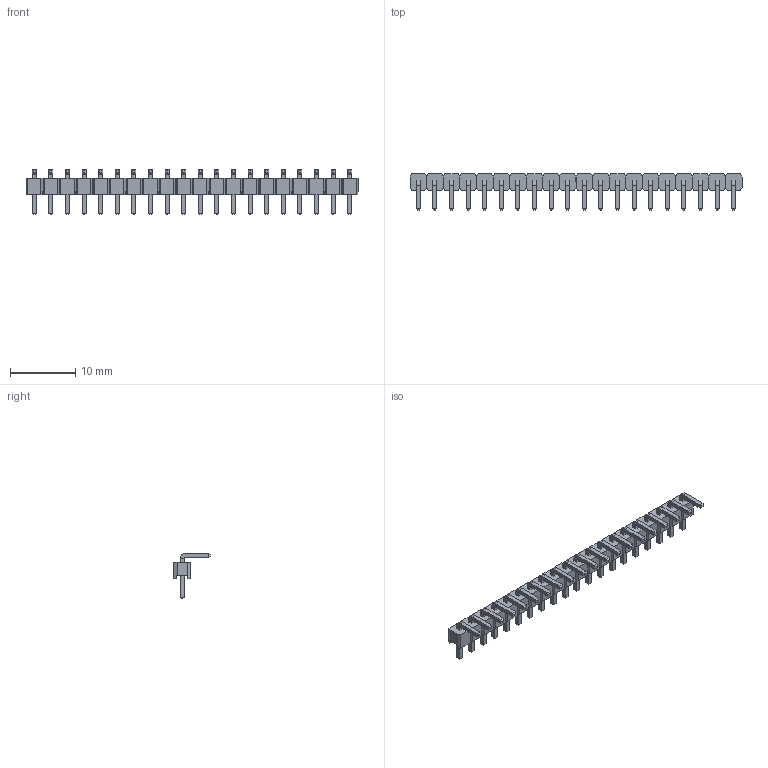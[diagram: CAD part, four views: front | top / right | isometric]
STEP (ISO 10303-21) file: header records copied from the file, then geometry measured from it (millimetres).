
FILE_DESCRIPTION (( 'STEP AP214' ), '1' );
FILE_NAME ('Connector 20 PIN (Bend) Wurth.STEP', '2023-01-09T20:03:47', ( '' ), ( '' ), 'SwSTEP 2.0', 'SolidWorks 2021', '' );
FILE_SCHEMA (( 'AUTOMOTIVE_DESIGN' ));
Length unit declared in the file: millimetre
Products named in the file (1): Connector 20 PIN (Bend) Wurth
Bounding box: 50.8 x 5.57 x 6.86 mm (x, y, z)
Volume: 338.2 mm3; surface area: 1370.8 mm2
Topology: 40 solids, 40 shells, 760 faces, 1800 edges, 1120 vertices
Faces by surface type: plane 720, cylinder 40
Entity records: 24709 total; most frequent: CARTESIAN_POINT 3681, ORIENTED_EDGE 3600, DIRECTION 3402, EDGE_CURVE 1800, VECTOR 1720, LINE 1720, VERTEX_POINT 1120, AXIS2_PLACEMENT_3D 841
